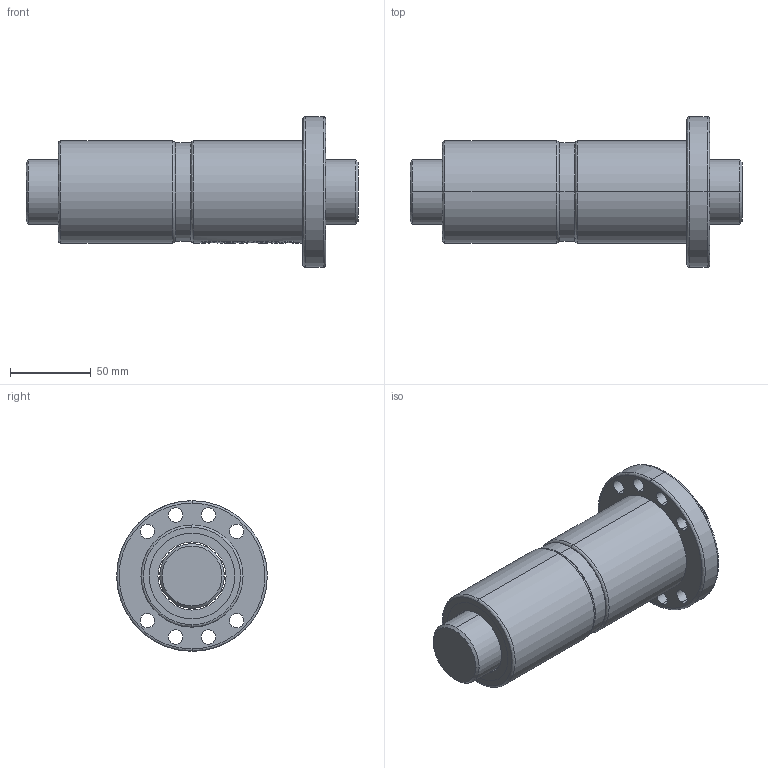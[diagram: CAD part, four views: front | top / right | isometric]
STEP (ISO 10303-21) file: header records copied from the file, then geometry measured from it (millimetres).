
FILE_DESCRIPTION (( 'STEP AP203' ), '1' );
FILE_NAME ('DFU04010.STEP', '2019-04-03T11:51:57', ( '' ), ( '' ), 'SwSTEP 2.0', 'SolidWorks 2015', '' );
FILE_SCHEMA (( 'CONFIG_CONTROL_DESIGN' ));
Length unit declared in the file: millimetre
Products named in the file (1): DFU04010
Bounding box: 205 x 93 x 93 mm (x, y, z)
Volume: 584584.4 mm3; surface area: 110084.7 mm2
Topology: 6 solids, 6 shells, 708 faces, 1973 edges, 1310 vertices
Faces by surface type: plane 610, cylinder 59, bspline 35, cone 4
Entity records: 24773 total; most frequent: CARTESIAN_POINT 8036, ORIENTED_EDGE 3946, DIRECTION 2901, EDGE_CURVE 1973, VERTEX_POINT 1310, VECTOR 1293, LINE 1293, AXIS2_PLACEMENT_3D 804
